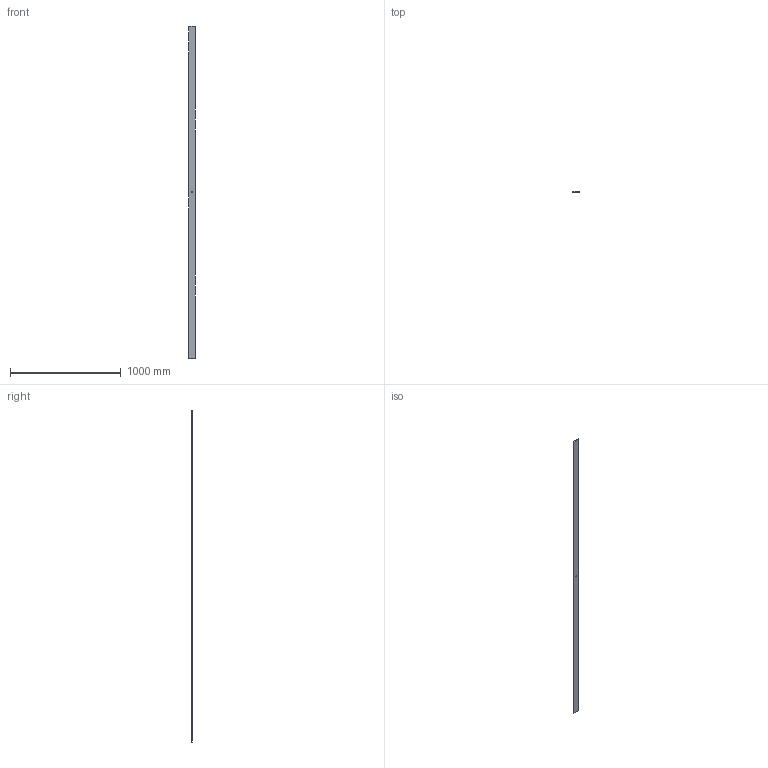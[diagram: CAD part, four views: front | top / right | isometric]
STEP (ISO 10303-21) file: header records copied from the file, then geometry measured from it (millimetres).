
FILE_DESCRIPTION (( 'STEP AP203' ), '1' );
FILE_NAME ('8054-4.step', '2022-04-27T08:05:58', ( '' ), ( '' ), 'SwSTEP 2.0', 'SolidWorks 2018', '' );
FILE_SCHEMA (( 'CONFIG_CONTROL_DESIGN' ));
Length unit declared in the file: millimetre
Products named in the file (1): 8054-4
Bounding box: 60 x 8 x 3000 mm (x, y, z)
Volume: 1424537.4 mm3; surface area: 405909 mm2
Topology: 1 solids, 1 shells, 444 faces, 1656 edges, 837 vertices
Faces by surface type: torus 201, plane 141, bspline 102
Entity records: 19413 total; most frequent: CARTESIAN_POINT 8112, ORIENTED_EDGE 2512, DIRECTION 2142, EDGE_CURVE 1256, VERTEX_POINT 837, AXIS2_PLACEMENT_3D 747, LINE 648, VECTOR 648
